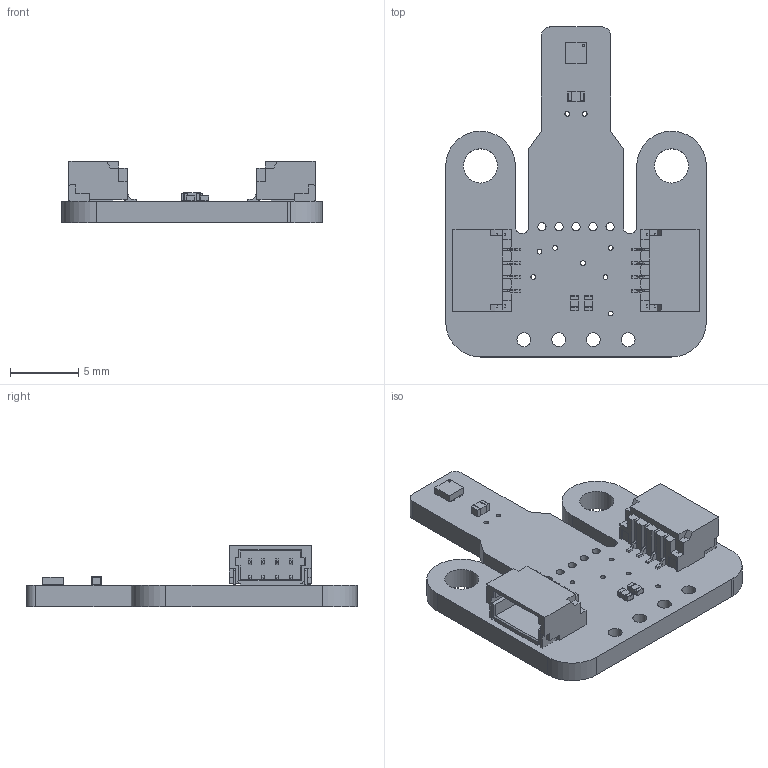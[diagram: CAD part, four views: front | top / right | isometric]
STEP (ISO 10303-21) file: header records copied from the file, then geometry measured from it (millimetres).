
FILE_DESCRIPTION(/* description */ (''),/* implementation_level */ '2;1');
FILE_NAME(/* name */ 'Temp-HumSensor_SHT40.step',/* time_stamp */ '2023-02-18T17:39:18+01:00',/* author */ (''),/* organization */ (''),/* preprocessor_version */ 'ST-DEVELOPER v19.2',/* originating_system */ 'Autodesk Translation Framework v11.17.0.187',/* authorisation */ '');
FILE_SCHEMA (('AUTOMOTIVE_DESIGN { 1 0 10303 214 3 1 1 }'));
Length unit declared in the file: millimetre
Products named in the file (13): Temp-HumSensor_SHT40_uSup; Board; Packages; LASKAKIT_HEART_4MM; LASKKIT_10MM_SILKSCREEN; USUP_4MM_SILKSCREEN; C0402; R0402; SHT40; Body; ThermalPin; PinsArrayLR; 1X04_1MM_RA
Assembly tree (15 placements, depth 4):
  Temp-HumSensor_SHT40_uSup
    Board
    Packages
      LASKAKIT_HEART_4MM
      LASKKIT_10MM_SILKSCREEN
      USUP_4MM_SILKSCREEN  x2
      C0402
      R0402  x2
      SHT40
        Body
        ThermalPin
        PinsArrayLR
      1X04_1MM_RA  x2
Bounding box: 19.05 x 24.13 x 4.47 mm (x, y, z)
Volume: 574.2 mm3; surface area: 1298.1 mm2
Topology: 24 solids, 24 shells, 789 faces, 2088 edges, 1340 vertices
Faces by surface type: plane 564, cylinder 177, sphere 48
Full cylindrical faces by diameter (mm): 0.188 x1, 0.35 x9, 0.6 x5, 1.016 x4, 2.5 x2
Entity records: 14849 total; most frequent: CARTESIAN_POINT 2471, DIRECTION 2426, ORIENTED_EDGE 2412, EDGE_CURVE 1206, LINE 976, VECTOR 976, VERTEX_POINT 770, AXIS2_PLACEMENT_3D 725
